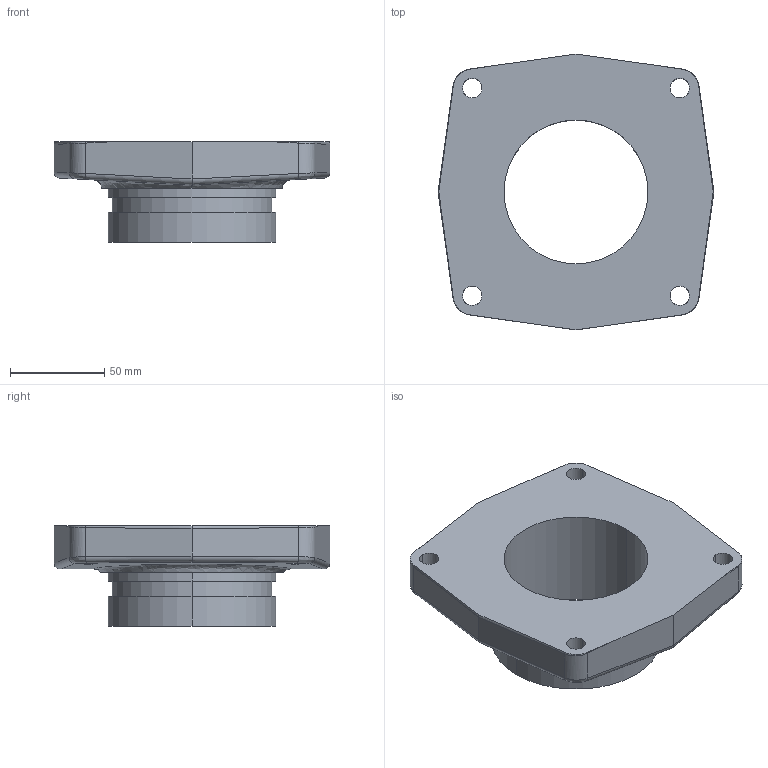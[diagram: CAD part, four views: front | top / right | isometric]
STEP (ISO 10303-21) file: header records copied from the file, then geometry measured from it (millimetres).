
FILE_DESCRIPTION((''),'2;1');
FILE_NAME('C18989_PRT','2006-12-13T',('work1'),(''),'PRO/ENGINEER BY PARAMETRIC TECHNOLOGY CORPORATION, 2005110','PRO/ENGINEER BY PARAMETRIC TECHNOLOGY CORPORATION, 2005110','');
FILE_SCHEMA(('CONFIG_CONTROL_DESIGN'));
Length unit declared in the file: inch
Products named in the file (1): C18989_PRT
Bounding box: 146.05 x 146.05 x 53.19 mm (x, y, z)
Volume: 337913.2 mm3; surface area: 61976.4 mm2
Topology: 1 solids, 1 shells, 61 faces, 142 edges, 86 vertices
Faces by surface type: cylinder 36, plane 15, bspline 10
Entity records: 2560 total; most frequent: CARTESIAN_POINT 1209, ORIENTED_EDGE 284, DIRECTION 240, EDGE_CURVE 142, AXIS2_PLACEMENT_3D 91, VERTEX_POINT 86, EDGE_LOOP 74, FACE_OUTER_BOUND 61
